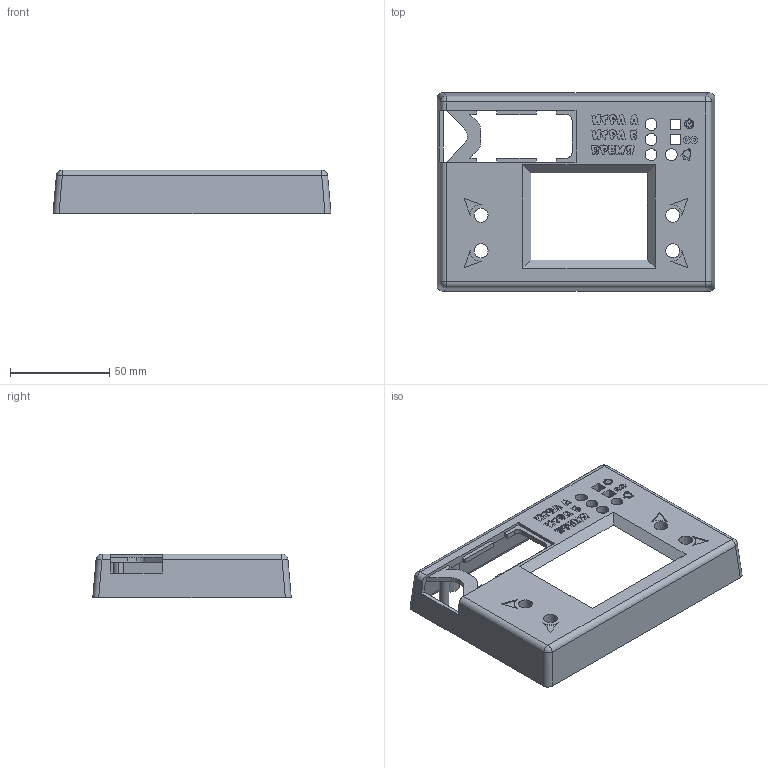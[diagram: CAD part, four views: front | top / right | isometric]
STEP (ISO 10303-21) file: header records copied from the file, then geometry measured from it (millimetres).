
FILE_DESCRIPTION (( 'STEP AP214' ), '1' );
FILE_NAME ('Top.STEP', '2025-05-29T17:17:40', ( '' ), ( '' ), 'SwSTEP 2.0', 'SolidWorks 2025', '' );
FILE_SCHEMA (( 'AUTOMOTIVE_DESIGN' ));
Length unit declared in the file: millimetre
Products named in the file (1): Top
Bounding box: 140 x 100 x 22 mm (x, y, z)
Volume: 42814.8 mm3; surface area: 42932 mm2
Topology: 1 solids, 1 shells, 945 faces, 2659 edges, 1768 vertices
Faces by surface type: plane 735, bspline 116, cylinder 90, sphere 4
Entity records: 34528 total; most frequent: CARTESIAN_POINT 10701, ORIENTED_EDGE 5318, DIRECTION 4243, EDGE_CURVE 2659, VECTOR 2231, LINE 2231, VERTEX_POINT 1768, EDGE_LOOP 1023
